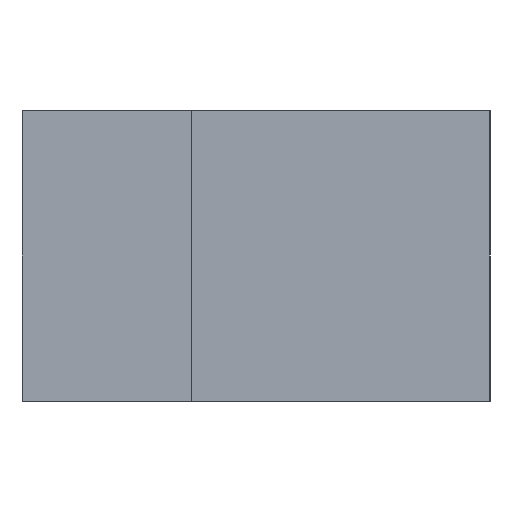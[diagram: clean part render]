
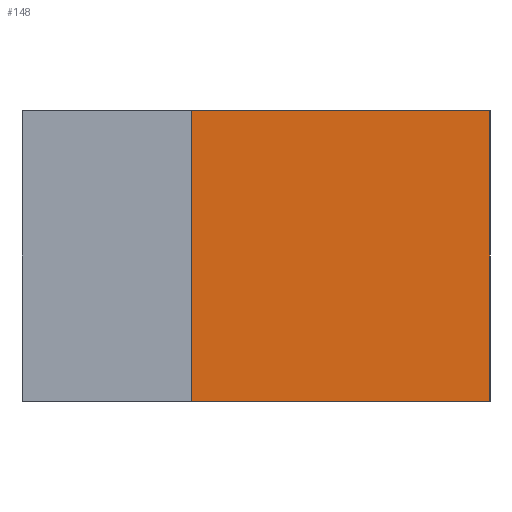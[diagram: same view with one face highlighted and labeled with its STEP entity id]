
A CAD part, left-side view. The second image highlights one B-rep face of the part: STEP entity #148.
In plain terms, the highlighted planar face has unit normal (-1, 0, 0).
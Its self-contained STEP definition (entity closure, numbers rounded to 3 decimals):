
#26 = EDGE_CURVE ( 'NONE', #115, #231, #278, .T. ) ;
#33 = DIRECTION ( 'NONE',  ( 0., -1., 0. ) ) ;
#43 = EDGE_CURVE ( 'NONE', #123, #274, #433, .T. ) ;
#92 = CARTESIAN_POINT ( 'NONE',  ( 0., 0., -60. ) ) ;
#95 = CARTESIAN_POINT ( 'NONE',  ( 0., 0., 0. ) ) ;
#96 = EDGE_LOOP ( 'NONE', ( #371, #458, #439, #365 ) ) ;
#107 = VECTOR ( 'NONE', #382, 1000. ) ;
#113 = DIRECTION ( 'NONE',  ( 0., 0., 1. ) ) ;
#115 = VERTEX_POINT ( 'NONE', #294 ) ;
#123 = VERTEX_POINT ( 'NONE', #151 ) ;
#146 = DIRECTION ( 'NONE',  ( -1., 0., 0. ) ) ;
#148 = ADVANCED_FACE ( 'NONE', ( #250 ), #480, .T. ) ;
#151 = CARTESIAN_POINT ( 'NONE',  ( 0., -35., 0. ) ) ;
#164 = VECTOR ( 'NONE', #398, 1000. ) ;
#183 = EDGE_CURVE ( 'NONE', #231, #274, #190, .T. ) ;
#190 = LINE ( 'NONE', #298, #329 ) ;
#231 = VERTEX_POINT ( 'NONE', #292 ) ;
#250 = FACE_OUTER_BOUND ( 'NONE', #96, .T. ) ;
#265 = CARTESIAN_POINT ( 'NONE',  ( 0., -35., -60. ) ) ;
#271 = LINE ( 'NONE', #265, #107 ) ;
#274 = VERTEX_POINT ( 'NONE', #304 ) ;
#278 = LINE ( 'NONE', #92, #164 ) ;
#289 = CARTESIAN_POINT ( 'NONE',  ( 0., 0., -60. ) ) ;
#292 = CARTESIAN_POINT ( 'NONE',  ( 0., -96.667, -60. ) ) ;
#294 = CARTESIAN_POINT ( 'NONE',  ( 0., -35., -60. ) ) ;
#298 = CARTESIAN_POINT ( 'NONE',  ( 0., -96.667, -60. ) ) ;
#304 = CARTESIAN_POINT ( 'NONE',  ( 0., -96.667, 0. ) ) ;
#329 = VECTOR ( 'NONE', #113, 1000. ) ;
#365 = ORIENTED_EDGE ( 'NONE', *, *, #43, .F. ) ;
#366 = EDGE_CURVE ( 'NONE', #115, #123, #271, .T. ) ;
#371 = ORIENTED_EDGE ( 'NONE', *, *, #366, .F. ) ;
#382 = DIRECTION ( 'NONE',  ( 0., 0., 1. ) ) ;
#398 = DIRECTION ( 'NONE',  ( 0., -1., 0. ) ) ;
#433 = LINE ( 'NONE', #95, #479 ) ;
#439 = ORIENTED_EDGE ( 'NONE', *, *, #183, .T. ) ;
#458 = ORIENTED_EDGE ( 'NONE', *, *, #26, .T. ) ;
#464 = AXIS2_PLACEMENT_3D ( 'NONE', #289, #146, #33 ) ;
#470 = DIRECTION ( 'NONE',  ( 0., -1., 0. ) ) ;
#479 = VECTOR ( 'NONE', #470, 1000. ) ;
#480 = PLANE ( 'NONE',  #464 ) ;
